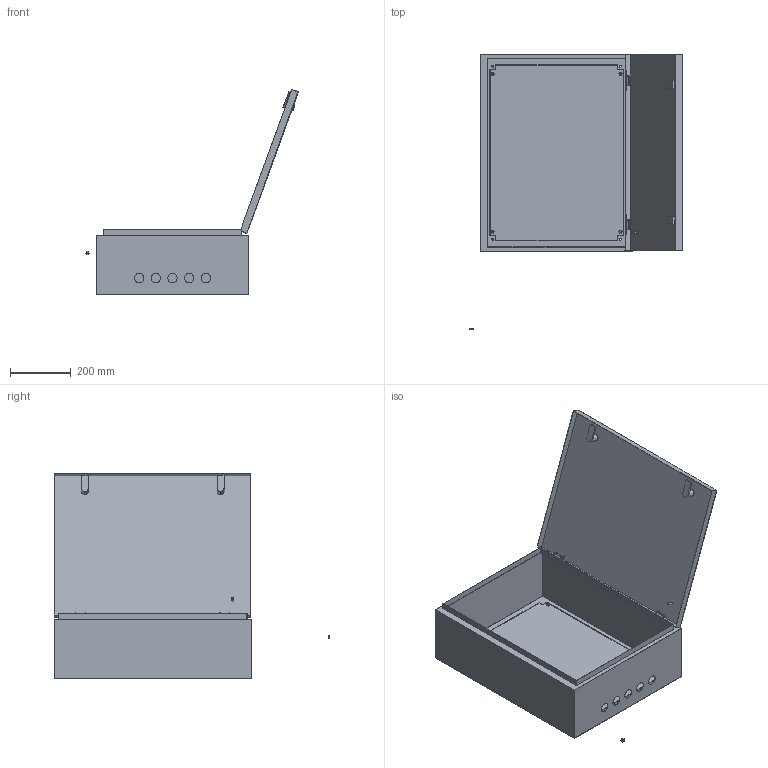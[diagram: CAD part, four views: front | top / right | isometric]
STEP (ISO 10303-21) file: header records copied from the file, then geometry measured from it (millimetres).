
FILE_DESCRIPTION (( 'STEP AP214' ), '1' );
FILE_NAME ('SHMP GEN IP54.SLDASM3.STEP', '2021-03-19T07:23:13', ( '' ), ( '' ), 'SwSTEP 2.0', 'SolidWorks 2017', '' );
FILE_SCHEMA (( 'AUTOMOTIVE_DESIGN' ));
Length unit declared in the file: millimetre
Products named in the file (5): Mont.Panel_3; Dver_3; Gaika_6; SHMP GEN IP54.SLDASM3; Obolochka_SHMP_3
Assembly tree (8 placements, depth 2):
  SHMP GEN IP54.SLDASM3
    Obolochka_SHMP_3
    Mont.Panel_3
    Dver_3
    Gaika_6  x5
Bounding box: 701.61 x 909 x 677 mm (x, y, z)
Volume: 1545600.6 mm3; surface area: 3030191.7 mm2
Topology: 14 solids, 14 shells, 257 faces, 630 edges, 418 vertices
Faces by surface type: plane 167, cylinder 84, cone 6
Entity records: 6786 total; most frequent: DIRECTION 1152, CARTESIAN_POINT 1116, ORIENTED_EDGE 1068, EDGE_CURVE 534, AXIS2_PLACEMENT_3D 390, LINE 372, VECTOR 372, VERTEX_POINT 354
